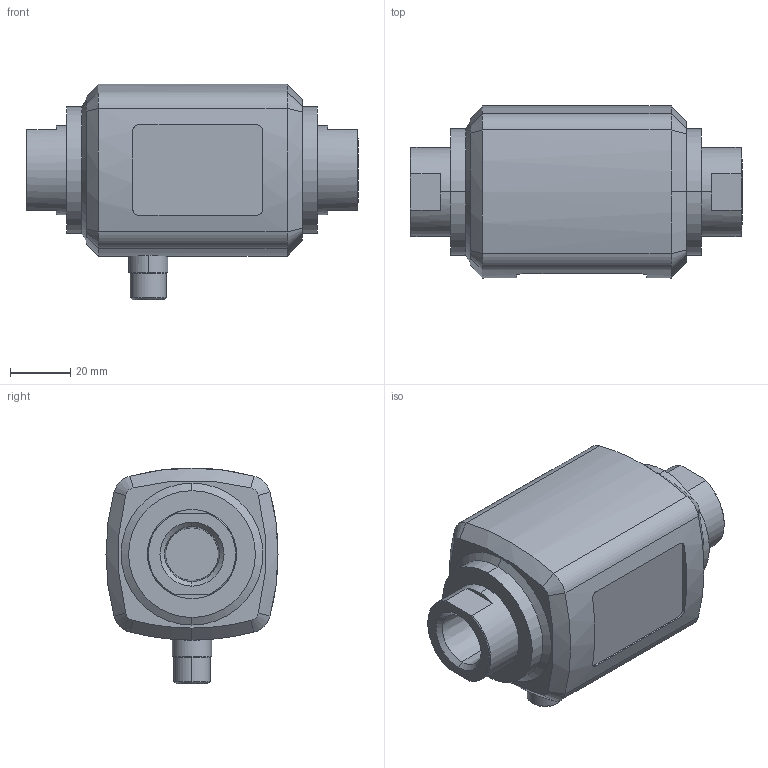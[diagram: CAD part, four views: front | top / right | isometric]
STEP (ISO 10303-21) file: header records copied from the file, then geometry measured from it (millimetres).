
FILE_DESCRIPTION (( 'STEP AP214' ), '1' );
FILE_NAME ('DMA15-AAACA1.STEP', '2023-05-15T11:24:06', ( '' ), ( '' ), 'SwSTEP 2.0', 'SolidWorks 2021', '' );
FILE_SCHEMA (( 'AUTOMOTIVE_DESIGN' ));
Length unit declared in the file: inch
Products named in the file (1): DMA15-AAACA1
Bounding box: 110 x 57 x 71.5 mm (x, y, z)
Volume: 231861.7 mm3; surface area: 25042.7 mm2
Topology: 1 solids, 1 shells, 88 faces, 203 edges, 127 vertices
Faces by surface type: cone 34, cylinder 29, plane 25
Entity records: 2680 total; most frequent: CARTESIAN_POINT 583, DIRECTION 466, ORIENTED_EDGE 406, EDGE_CURVE 203, AXIS2_PLACEMENT_3D 190, VERTEX_POINT 127, CIRCLE 101, EDGE_LOOP 98
